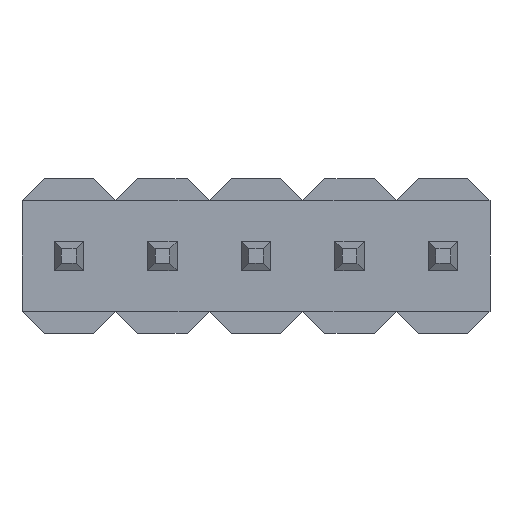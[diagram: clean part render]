
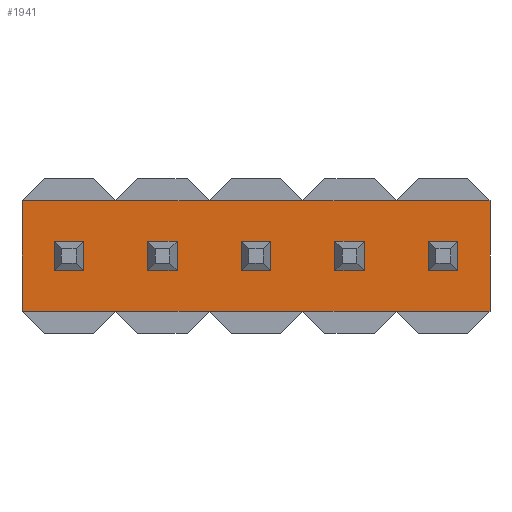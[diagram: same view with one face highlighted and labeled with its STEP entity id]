
A CAD part, front view. The second image highlights one B-rep face of the part: STEP entity #1941.
In plain terms, the highlighted planar face has unit normal (0, -1, 0).
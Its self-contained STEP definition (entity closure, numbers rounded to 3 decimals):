
#369=DIRECTION('',(1.,0.,0.));
#370=VECTOR('',#369,0.4);
#371=CARTESIAN_POINT('',(-0.2,-0.45,1.25));
#372=LINE('',#371,#370);
#376=DIRECTION('',(0.,0.,1.));
#377=VECTOR('',#376,0.4);
#378=CARTESIAN_POINT('',(-0.2,-0.45,0.85));
#379=LINE('',#378,#377);
#383=DIRECTION('',(-1.,0.,0.));
#384=VECTOR('',#383,0.4);
#385=CARTESIAN_POINT('',(0.2,-0.45,0.85));
#386=LINE('',#385,#384);
#390=DIRECTION('',(0.,0.,-1.));
#391=VECTOR('',#390,0.4);
#392=CARTESIAN_POINT('',(0.2,-0.45,1.25));
#393=LINE('',#392,#391);
#397=DIRECTION('',(1.,0.,0.));
#398=VECTOR('',#397,0.4);
#399=CARTESIAN_POINT('',(1.07,-0.45,1.25));
#400=LINE('',#399,#398);
#404=DIRECTION('',(0.,0.,1.));
#405=VECTOR('',#404,0.4);
#406=CARTESIAN_POINT('',(1.07,-0.45,0.85));
#407=LINE('',#406,#405);
#411=DIRECTION('',(-1.,0.,0.));
#412=VECTOR('',#411,0.4);
#413=CARTESIAN_POINT('',(1.47,-0.45,0.85));
#414=LINE('',#413,#412);
#418=DIRECTION('',(0.,0.,-1.));
#419=VECTOR('',#418,0.4);
#420=CARTESIAN_POINT('',(1.47,-0.45,1.25));
#421=LINE('',#420,#419);
#425=DIRECTION('',(1.,0.,0.));
#426=VECTOR('',#425,0.4);
#427=CARTESIAN_POINT('',(2.34,-0.45,1.25));
#428=LINE('',#427,#426);
#432=DIRECTION('',(0.,0.,1.));
#433=VECTOR('',#432,0.4);
#434=CARTESIAN_POINT('',(2.34,-0.45,0.85));
#435=LINE('',#434,#433);
#439=DIRECTION('',(-1.,0.,0.));
#440=VECTOR('',#439,0.4);
#441=CARTESIAN_POINT('',(2.74,-0.45,0.85));
#442=LINE('',#441,#440);
#446=DIRECTION('',(0.,0.,-1.));
#447=VECTOR('',#446,0.4);
#448=CARTESIAN_POINT('',(2.74,-0.45,1.25));
#449=LINE('',#448,#447);
#453=DIRECTION('',(1.,0.,0.));
#454=VECTOR('',#453,0.4);
#455=CARTESIAN_POINT('',(3.61,-0.45,1.25));
#456=LINE('',#455,#454);
#460=DIRECTION('',(0.,0.,1.));
#461=VECTOR('',#460,0.4);
#462=CARTESIAN_POINT('',(3.61,-0.45,0.85));
#463=LINE('',#462,#461);
#467=DIRECTION('',(-1.,0.,0.));
#468=VECTOR('',#467,0.4);
#469=CARTESIAN_POINT('',(4.01,-0.45,0.85));
#470=LINE('',#469,#468);
#474=DIRECTION('',(0.,0.,-1.));
#475=VECTOR('',#474,0.4);
#476=CARTESIAN_POINT('',(4.01,-0.45,1.25));
#477=LINE('',#476,#475);
#481=DIRECTION('',(1.,0.,0.));
#482=VECTOR('',#481,0.4);
#483=CARTESIAN_POINT('',(4.88,-0.45,1.25));
#484=LINE('',#483,#482);
#488=DIRECTION('',(0.,0.,1.));
#489=VECTOR('',#488,0.4);
#490=CARTESIAN_POINT('',(4.88,-0.45,0.85));
#491=LINE('',#490,#489);
#495=DIRECTION('',(-1.,0.,0.));
#496=VECTOR('',#495,0.4);
#497=CARTESIAN_POINT('',(5.28,-0.45,0.85));
#498=LINE('',#497,#496);
#502=DIRECTION('',(0.,0.,-1.));
#503=VECTOR('',#502,0.4);
#504=CARTESIAN_POINT('',(5.28,-0.45,1.25));
#505=LINE('',#504,#503);
#509=DIRECTION('',(-1.,0.,0.));
#510=VECTOR('',#509,1.27);
#511=CARTESIAN_POINT('',(5.715,-0.45,0.3));
#512=LINE('',#511,#510);
#516=DIRECTION('',(-1.,0.,0.));
#517=VECTOR('',#516,1.27);
#518=CARTESIAN_POINT('',(4.445,-0.45,0.3));
#519=LINE('',#518,#517);
#523=DIRECTION('',(-1.,0.,0.));
#524=VECTOR('',#523,1.27);
#525=CARTESIAN_POINT('',(3.175,-0.45,0.3));
#526=LINE('',#525,#524);
#530=DIRECTION('',(-1.,0.,0.));
#531=VECTOR('',#530,1.27);
#532=CARTESIAN_POINT('',(1.905,-0.45,0.3));
#533=LINE('',#532,#531);
#537=DIRECTION('',(-1.,0.,0.));
#538=VECTOR('',#537,1.27);
#539=CARTESIAN_POINT('',(0.635,-0.45,0.3));
#540=LINE('',#539,#538);
#726=DIRECTION('',(0.,0.,1.));
#727=VECTOR('',#726,1.5);
#728=CARTESIAN_POINT('',(5.715,-0.45,0.3));
#729=LINE('',#728,#727);
#740=DIRECTION('',(-1.,0.,0.));
#741=VECTOR('',#740,1.27);
#742=CARTESIAN_POINT('',(5.715,-0.45,1.8));
#743=LINE('',#742,#741);
#768=DIRECTION('',(-1.,0.,0.));
#769=VECTOR('',#768,1.27);
#770=CARTESIAN_POINT('',(4.445,-0.45,1.8));
#771=LINE('',#770,#769);
#1090=DIRECTION('',(-1.,0.,0.));
#1091=VECTOR('',#1090,1.27);
#1092=CARTESIAN_POINT('',(3.175,-0.45,1.8));
#1093=LINE('',#1092,#1091);
#1153=DIRECTION('',(-1.,0.,0.));
#1154=VECTOR('',#1153,1.27);
#1155=CARTESIAN_POINT('',(1.905,-0.45,1.8));
#1156=LINE('',#1155,#1154);
#1181=DIRECTION('',(-1.,0.,0.));
#1182=VECTOR('',#1181,1.27);
#1183=CARTESIAN_POINT('',(0.635,-0.45,1.8));
#1184=LINE('',#1183,#1182);
#1272=DIRECTION('',(0.,0.,1.));
#1273=VECTOR('',#1272,1.5);
#1274=CARTESIAN_POINT('',(-0.635,-0.45,0.3));
#1275=LINE('',#1274,#1273);
#1399=CARTESIAN_POINT('',(-0.2,-0.45,1.25));
#1400=CARTESIAN_POINT('',(0.2,-0.45,1.25));
#1401=VERTEX_POINT('',#1399);
#1402=VERTEX_POINT('',#1400);
#1403=CARTESIAN_POINT('',(0.2,-0.45,0.85));
#1404=VERTEX_POINT('',#1403);
#1405=CARTESIAN_POINT('',(-0.2,-0.45,0.85));
#1406=VERTEX_POINT('',#1405);
#1417=CARTESIAN_POINT('',(-0.635,-0.45,1.8));
#1418=VERTEX_POINT('',#1417);
#1433=CARTESIAN_POINT('',(-0.635,-0.45,0.3));
#1434=VERTEX_POINT('',#1433);
#1440=CARTESIAN_POINT('',(1.07,-0.45,1.25));
#1442=VERTEX_POINT('',#1440);
#1444=CARTESIAN_POINT('',(1.47,-0.45,1.25));
#1446=VERTEX_POINT('',#1444);
#1448=CARTESIAN_POINT('',(1.47,-0.45,0.85));
#1450=VERTEX_POINT('',#1448);
#1452=CARTESIAN_POINT('',(1.07,-0.45,0.85));
#1454=VERTEX_POINT('',#1452);
#1456=CARTESIAN_POINT('',(2.34,-0.45,1.25));
#1458=VERTEX_POINT('',#1456);
#1460=CARTESIAN_POINT('',(2.74,-0.45,1.25));
#1462=VERTEX_POINT('',#1460);
#1464=CARTESIAN_POINT('',(2.74,-0.45,0.85));
#1466=VERTEX_POINT('',#1464);
#1468=CARTESIAN_POINT('',(2.34,-0.45,0.85));
#1470=VERTEX_POINT('',#1468);
#1472=CARTESIAN_POINT('',(3.61,-0.45,1.25));
#1474=VERTEX_POINT('',#1472);
#1476=CARTESIAN_POINT('',(4.01,-0.45,1.25));
#1478=VERTEX_POINT('',#1476);
#1480=CARTESIAN_POINT('',(4.01,-0.45,0.85));
#1482=VERTEX_POINT('',#1480);
#1484=CARTESIAN_POINT('',(3.61,-0.45,0.85));
#1486=VERTEX_POINT('',#1484);
#1488=CARTESIAN_POINT('',(4.88,-0.45,1.25));
#1490=VERTEX_POINT('',#1488);
#1492=CARTESIAN_POINT('',(5.28,-0.45,1.25));
#1494=VERTEX_POINT('',#1492);
#1496=CARTESIAN_POINT('',(5.28,-0.45,0.85));
#1498=VERTEX_POINT('',#1496);
#1500=CARTESIAN_POINT('',(4.88,-0.45,0.85));
#1502=VERTEX_POINT('',#1500);
#1503=CARTESIAN_POINT('',(0.635,-0.45,0.3));
#1504=VERTEX_POINT('',#1503);
#1505=CARTESIAN_POINT('',(0.635,-0.45,1.8));
#1506=VERTEX_POINT('',#1505);
#1535=CARTESIAN_POINT('',(1.905,-0.45,0.3));
#1536=VERTEX_POINT('',#1535);
#1537=CARTESIAN_POINT('',(1.905,-0.45,1.8));
#1538=VERTEX_POINT('',#1537);
#1567=CARTESIAN_POINT('',(3.175,-0.45,0.3));
#1568=VERTEX_POINT('',#1567);
#1569=CARTESIAN_POINT('',(3.175,-0.45,1.8));
#1570=VERTEX_POINT('',#1569);
#1599=CARTESIAN_POINT('',(4.445,-0.45,0.3));
#1600=VERTEX_POINT('',#1599);
#1601=CARTESIAN_POINT('',(4.445,-0.45,1.8));
#1602=VERTEX_POINT('',#1601);
#1607=CARTESIAN_POINT('',(5.715,-0.45,1.8));
#1608=VERTEX_POINT('',#1607);
#1625=CARTESIAN_POINT('',(5.715,-0.45,0.3));
#1626=VERTEX_POINT('',#1625);
#1864=CARTESIAN_POINT('',(0.635,-0.45,0.3));
#1865=DIRECTION('',(0.,1.,0.));
#1866=DIRECTION('',(0.,0.,1.));
#1867=AXIS2_PLACEMENT_3D('',#1864,#1865,#1866);
#1868=PLANE('',#1867);
#1870=ORIENTED_EDGE('',*,*,#1869,.T.);
#1872=ORIENTED_EDGE('',*,*,#1871,.T.);
#1874=ORIENTED_EDGE('',*,*,#1873,.T.);
#1876=ORIENTED_EDGE('',*,*,#1875,.T.);
#1878=ORIENTED_EDGE('',*,*,#1877,.T.);
#1880=ORIENTED_EDGE('',*,*,#1879,.T.);
#1882=ORIENTED_EDGE('',*,*,#1881,.F.);
#1884=ORIENTED_EDGE('',*,*,#1883,.F.);
#1886=ORIENTED_EDGE('',*,*,#1885,.F.);
#1888=ORIENTED_EDGE('',*,*,#1887,.F.);
#1890=ORIENTED_EDGE('',*,*,#1889,.F.);
#1892=ORIENTED_EDGE('',*,*,#1891,.F.);
#1893=EDGE_LOOP('',(#1870,#1872,#1874,#1876,#1878,#1880,#1882,#1884,#1886,#1888,
#1890,#1892));
#1894=FACE_OUTER_BOUND('',#1893,.F.);
#1896=ORIENTED_EDGE('',*,*,#1895,.F.);
#1898=ORIENTED_EDGE('',*,*,#1897,.F.);
#1900=ORIENTED_EDGE('',*,*,#1899,.F.);
#1902=ORIENTED_EDGE('',*,*,#1901,.F.);
#1903=EDGE_LOOP('',(#1896,#1898,#1900,#1902));
#1904=FACE_BOUND('',#1903,.F.);
#1906=ORIENTED_EDGE('',*,*,#1905,.F.);
#1908=ORIENTED_EDGE('',*,*,#1907,.F.);
#1910=ORIENTED_EDGE('',*,*,#1909,.F.);
#1912=ORIENTED_EDGE('',*,*,#1911,.F.);
#1913=EDGE_LOOP('',(#1906,#1908,#1910,#1912));
#1914=FACE_BOUND('',#1913,.F.);
#1916=ORIENTED_EDGE('',*,*,#1915,.F.);
#1918=ORIENTED_EDGE('',*,*,#1917,.F.);
#1920=ORIENTED_EDGE('',*,*,#1919,.F.);
#1922=ORIENTED_EDGE('',*,*,#1921,.F.);
#1923=EDGE_LOOP('',(#1916,#1918,#1920,#1922));
#1924=FACE_BOUND('',#1923,.F.);
#1926=ORIENTED_EDGE('',*,*,#1925,.F.);
#1928=ORIENTED_EDGE('',*,*,#1927,.F.);
#1930=ORIENTED_EDGE('',*,*,#1929,.F.);
#1932=ORIENTED_EDGE('',*,*,#1931,.F.);
#1933=EDGE_LOOP('',(#1926,#1928,#1930,#1932));
#1934=FACE_BOUND('',#1933,.F.);
#1935=ORIENTED_EDGE('',*,*,#1816,.F.);
#1936=ORIENTED_EDGE('',*,*,#1831,.F.);
#1937=ORIENTED_EDGE('',*,*,#1845,.F.);
#1938=ORIENTED_EDGE('',*,*,#1858,.F.);
#1939=EDGE_LOOP('',(#1935,#1936,#1937,#1938));
#1940=FACE_BOUND('',#1939,.F.);
#1941=ADVANCED_FACE('',(#1894,#1904,#1914,#1924,#1934,#1940),#1868,.F.);
#1816=EDGE_CURVE('',#1401,#1402,#372,.T.);
#1831=EDGE_CURVE('',#1406,#1401,#379,.T.);
#1845=EDGE_CURVE('',#1404,#1406,#386,.T.);
#1858=EDGE_CURVE('',#1402,#1404,#393,.T.);
#1869=EDGE_CURVE('',#1626,#1600,#512,.T.);
#1871=EDGE_CURVE('',#1600,#1568,#519,.T.);
#1873=EDGE_CURVE('',#1568,#1536,#526,.T.);
#1875=EDGE_CURVE('',#1536,#1504,#533,.T.);
#1877=EDGE_CURVE('',#1504,#1434,#540,.T.);
#1879=EDGE_CURVE('',#1434,#1418,#1275,.T.);
#1881=EDGE_CURVE('',#1506,#1418,#1184,.T.);
#1883=EDGE_CURVE('',#1538,#1506,#1156,.T.);
#1885=EDGE_CURVE('',#1570,#1538,#1093,.T.);
#1887=EDGE_CURVE('',#1602,#1570,#771,.T.);
#1889=EDGE_CURVE('',#1608,#1602,#743,.T.);
#1891=EDGE_CURVE('',#1626,#1608,#729,.T.);
#1895=EDGE_CURVE('',#1442,#1446,#400,.T.);
#1897=EDGE_CURVE('',#1454,#1442,#407,.T.);
#1899=EDGE_CURVE('',#1450,#1454,#414,.T.);
#1901=EDGE_CURVE('',#1446,#1450,#421,.T.);
#1905=EDGE_CURVE('',#1458,#1462,#428,.T.);
#1907=EDGE_CURVE('',#1470,#1458,#435,.T.);
#1909=EDGE_CURVE('',#1466,#1470,#442,.T.);
#1911=EDGE_CURVE('',#1462,#1466,#449,.T.);
#1915=EDGE_CURVE('',#1474,#1478,#456,.T.);
#1917=EDGE_CURVE('',#1486,#1474,#463,.T.);
#1919=EDGE_CURVE('',#1482,#1486,#470,.T.);
#1921=EDGE_CURVE('',#1478,#1482,#477,.T.);
#1925=EDGE_CURVE('',#1490,#1494,#484,.T.);
#1927=EDGE_CURVE('',#1502,#1490,#491,.T.);
#1929=EDGE_CURVE('',#1498,#1502,#498,.T.);
#1931=EDGE_CURVE('',#1494,#1498,#505,.T.);
